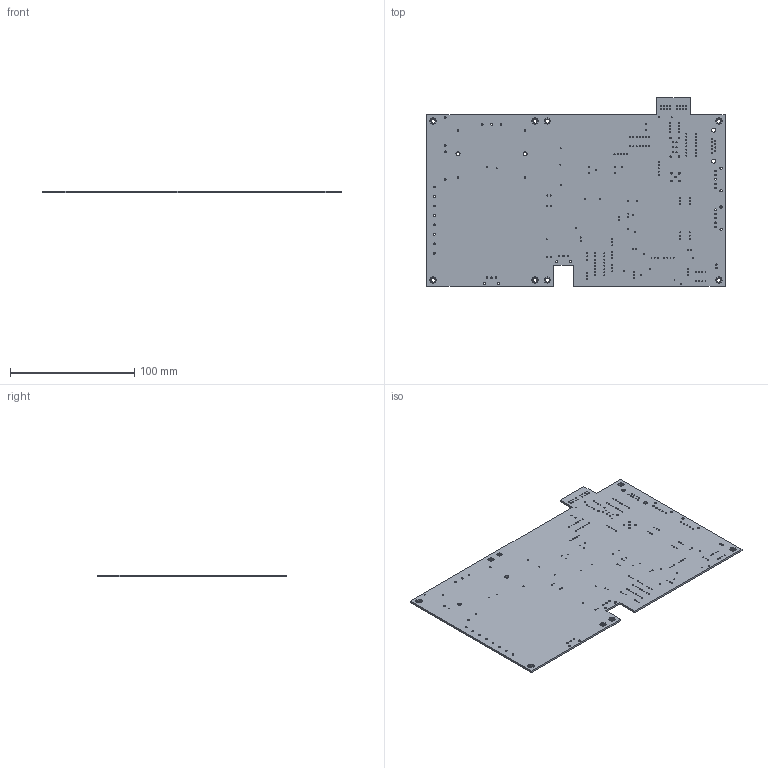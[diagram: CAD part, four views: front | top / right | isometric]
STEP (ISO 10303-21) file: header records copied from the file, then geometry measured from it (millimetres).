
FILE_DESCRIPTION(('KiCad electronic assembly'),'2;1');
FILE_NAME('HVSC5.stp','2018-07-04T07:35:25',('An Author'),('A Company'), 'Open CASCADE STEP processor 6.8','KiCad to STEP converter','Unknown' );
FILE_SCHEMA(('AUTOMOTIVE_DESIGN_CC2 { 1 2 10303 214 -1 1 5 4 }'));
Length unit declared in the file: millimetre
Products named in the file (2): Open CASCADE STEP translator 6.8 1; COMPOUND
Assembly tree (1 placements, depth 2):
  Open CASCADE STEP translator 6.8 1
    COMPOUND
Bounding box: 240 x 152 x 1.6 mm (x, y, z)
Volume: 52692.6 mm3; surface area: 68686.2 mm2
Topology: 1 solids, 1 shells, 336 faces, 1002 edges, 668 vertices
Faces by surface type: cylinder 320, plane 16
Full cylindrical faces by diameter (mm): 0.5 x64, 0.7 x7, 0.8 x147, 0.899 x9, 0.9 x20, 0.99 x2, 1 x5, 1.2 x26, 1.27 x1, 1.3 x4, 1.5 x11, 1.524 x4, 1.8 x8, 3.2 x10, 3.25 x2
Entity records: 27959 total; most frequent: CARTESIAN_POINT 7852, DIRECTION 3682, ORIENTED_EDGE 2004, PCURVE 2004, DEFINITIONAL_REPRESENTATION 2004, LINE 1726, VECTOR 1726, EDGE_CURVE 1002
